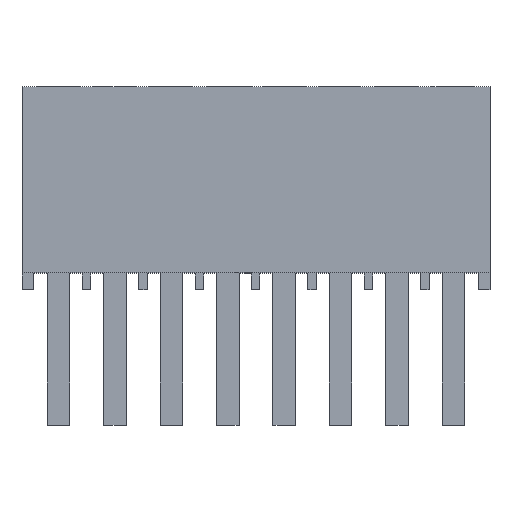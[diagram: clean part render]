
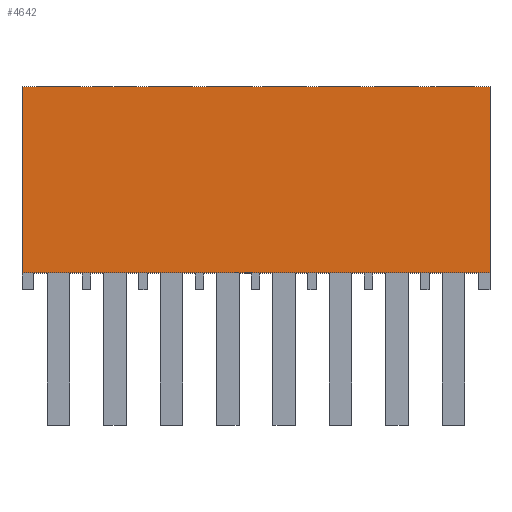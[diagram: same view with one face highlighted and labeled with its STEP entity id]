
A CAD part, top view. The second image highlights one B-rep face of the part: STEP entity #4642.
In plain terms, the highlighted planar face has unit normal (0, 0, 1).
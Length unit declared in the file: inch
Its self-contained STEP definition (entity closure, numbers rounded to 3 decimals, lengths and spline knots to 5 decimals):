
#535=ORIENTED_EDGE('',*,*,#1527,.T.);
#536=ORIENTED_EDGE('',*,*,#1612,.T.);
#537=ORIENTED_EDGE('',*,*,#1537,.F.);
#538=ORIENTED_EDGE('',*,*,#1546,.F.);
#1527=EDGE_CURVE('',#2104,#2103,#2579,.T.);
#1537=EDGE_CURVE('',#2113,#2114,#2589,.T.);
#1546=EDGE_CURVE('',#2104,#2113,#2598,.T.);
#1612=EDGE_CURVE('',#2103,#2114,#2664,.T.);
#2103=VERTEX_POINT('',#6765);
#2104=VERTEX_POINT('',#6767);
#2113=VERTEX_POINT('',#6786);
#2114=VERTEX_POINT('',#6788);
#2579=LINE('',#6766,#3223);
#2589=LINE('',#6787,#3233);
#2598=LINE('',#6804,#3242);
#2664=LINE('',#6936,#3308);
#3223=VECTOR('',#5510,39.37008);
#3233=VECTOR('',#5522,39.37008);
#3242=VECTOR('',#5537,39.37008);
#3308=VECTOR('',#5607,39.37008);
#3775=EDGE_LOOP('',(#535,#536,#537,#538));
#4085=FACE_BOUND('',#3775,.T.);
#4367=PLANE('',#4944);
#4642=ADVANCED_FACE('',(#4085),#4367,.F.);
#4944=AXIS2_PLACEMENT_3D('',#6935,#5605,#5606);
#5510=DIRECTION('',(0.,-1.,0.));
#5522=DIRECTION('',(0.,-1.,0.));
#5537=DIRECTION('',(1.,0.,0.));
#5605=DIRECTION('',(0.,0.,-1.));
#5606=DIRECTION('',(-1.,0.,0.));
#5607=DIRECTION('',(1.,0.,0.));
#6765=CARTESIAN_POINT('',(-0.2075,0.015,0.06));
#6766=CARTESIAN_POINT('',(-0.2075,0.18,0.06));
#6767=CARTESIAN_POINT('',(-0.2075,0.18,0.06));
#6786=CARTESIAN_POINT('',(0.2075,0.18,0.06));
#6787=CARTESIAN_POINT('',(0.2075,0.18,0.06));
#6788=CARTESIAN_POINT('',(0.2075,0.015,0.06));
#6804=CARTESIAN_POINT('',(-0.2075,0.18,0.06));
#6935=CARTESIAN_POINT('',(-0.2075,0.18,0.06));
#6936=CARTESIAN_POINT('',(-0.2075,0.015,0.06));
